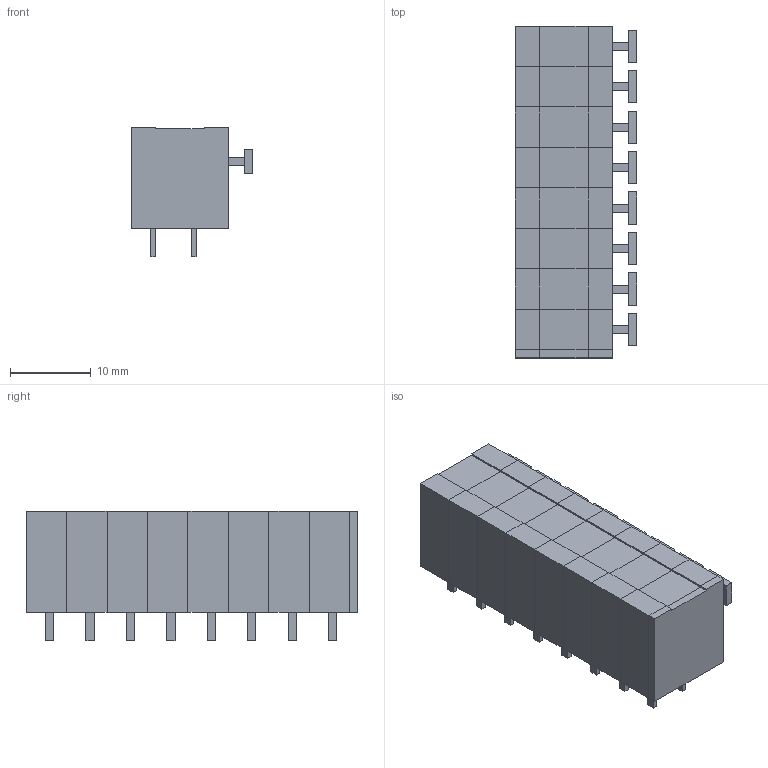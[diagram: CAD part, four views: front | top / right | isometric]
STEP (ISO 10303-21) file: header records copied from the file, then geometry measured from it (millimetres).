
FILE_DESCRIPTION(('STEP AP214'),'1');
FILE_NAME('USL-5HB2-08.stp','2020-01-13T06:39:06',(' '),(' '),'Spatial InterOp 3D',' ',' ');
FILE_SCHEMA(('AUTOMOTIVE_DESIGN { 1 0 10303 214 1 1 1 1 }'));
Length unit declared in the file: millimetre
Products named in the file (3): USL-5HB2-02; Part1
Assembly tree (9 placements, depth 2):
  USL-5HB2-02
    Part1  x8
    Part1
Bounding box: 15 x 41 x 16 mm (x, y, z)
Volume: 5811.5 mm3; surface area: 5728.1 mm2
Topology: 9 solids, 9 shells, 298 faces, 720 edges, 480 vertices
Faces by surface type: plane 290, cylinder 8
Full cylindrical faces by diameter (mm): 3.6 x8
Entity records: 1800 total; most frequent: CARTESIAN_POINT 240, DIRECTION 224, ORIENTED_EDGE 220, EDGE_CURVE 110, LINE 108, VECTOR 108, VERTEX_POINT 74, AXIS2_PLACEMENT_3D 58
